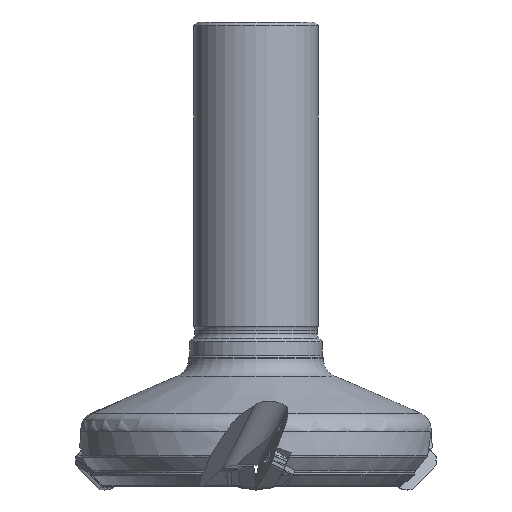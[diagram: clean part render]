
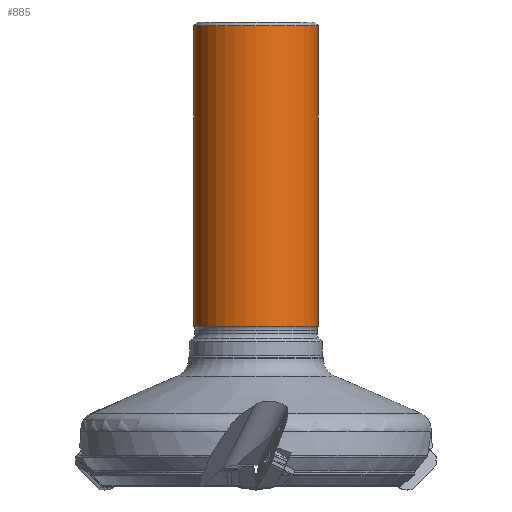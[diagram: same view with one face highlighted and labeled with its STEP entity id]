
A CAD part, front view. The second image highlights one B-rep face of the part: STEP entity #885.
In plain terms, the highlighted cylindrical face has radius 15.99 mm (diameter 31.98 mm), a full revolution.
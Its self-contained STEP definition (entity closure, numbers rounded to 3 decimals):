
#219=CYLINDRICAL_SURFACE('',#8708,15.99);
#885=ADVANCED_FACE('',(#1712,#1713),#219,.T.);
#1529=CIRCLE('',#8706,15.99);
#1530=CIRCLE('',#8707,15.99);
#1712=FACE_BOUND('',#1911,.T.);
#1713=FACE_BOUND('',#1912,.T.);
#1911=EDGE_LOOP('',(#3529));
#1912=EDGE_LOOP('',(#3530));
#3529=ORIENTED_EDGE('',*,*,#6706,.T.);
#3530=ORIENTED_EDGE('',*,*,#6707,.T.);
#5773=VERTEX_POINT('',#13757);
#5774=VERTEX_POINT('',#13759);
#6706=EDGE_CURVE('',#5773,#5773,#1529,.T.);
#6707=EDGE_CURVE('',#5774,#5774,#1530,.T.);
#8706=AXIS2_PLACEMENT_3D('',#13756,#9879,#9880);
#8707=AXIS2_PLACEMENT_3D('',#13758,#9881,#9882);
#8708=AXIS2_PLACEMENT_3D('',#13760,#9883,#9884);
#9879=DIRECTION('',(0.,0.,1.));
#9880=DIRECTION('',(1.,0.,0.));
#9881=DIRECTION('',(0.,0.,-1.));
#9882=DIRECTION('',(1.,0.,0.));
#9883=DIRECTION('',(0.,0.,1.));
#9884=DIRECTION('',(1.,0.,0.));
#13756=CARTESIAN_POINT('',(0.,0.,-78.012));
#13757=CARTESIAN_POINT('',(15.99,0.,-78.012));
#13758=CARTESIAN_POINT('',(0.,0.,-1.));
#13759=CARTESIAN_POINT('',(15.99,0.,-1.));
#13760=CARTESIAN_POINT('',(0.,0.,-57.104));
